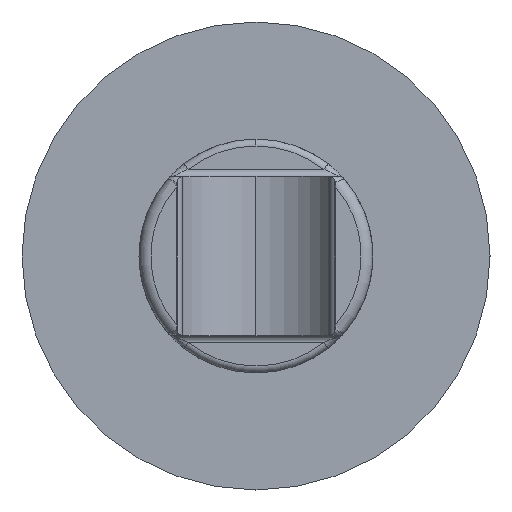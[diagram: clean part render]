
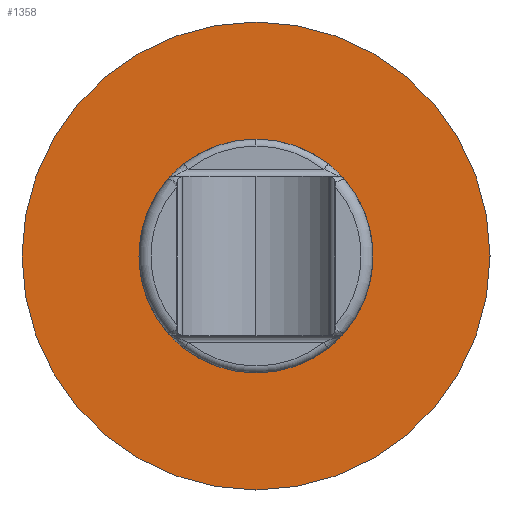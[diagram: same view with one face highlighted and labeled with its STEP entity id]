
A CAD part, left-side view. The second image highlights one B-rep face of the part: STEP entity #1358.
In plain terms, the highlighted planar face has unit normal (-1, 0, 0).
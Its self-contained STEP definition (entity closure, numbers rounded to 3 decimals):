
#156 = VERTEX_POINT ( 'NONE', #2591 ) ;
#161 = CIRCLE ( 'NONE', #254, 10. ) ;
#254 = AXIS2_PLACEMENT_3D ( 'NONE', #1653, #605, #2477 ) ;
#366 = CARTESIAN_POINT ( 'NONE',  ( -24.6, 0., 0. ) ) ;
#445 = VERTEX_POINT ( 'NONE', #1306 ) ;
#454 = ORIENTED_EDGE ( 'NONE', *, *, #2097, .T. ) ;
#465 = AXIS2_PLACEMENT_3D ( 'NONE', #366, #2460, #3280 ) ;
#605 = DIRECTION ( 'NONE',  ( -1., 0., 0. ) ) ;
#753 = EDGE_CURVE ( 'NONE', #977, #2108, #2081, .T. ) ;
#851 = DIRECTION ( 'NONE',  ( -1., 0., 0. ) ) ;
#860 = CIRCLE ( 'NONE', #1826, 10. ) ;
#880 = ORIENTED_EDGE ( 'NONE', *, *, #1314, .T. ) ;
#977 = VERTEX_POINT ( 'NONE', #2702 ) ;
#1135 = FACE_OUTER_BOUND ( 'NONE', #3073, .T. ) ;
#1140 = ORIENTED_EDGE ( 'NONE', *, *, #753, .F. ) ;
#1155 = PLANE ( 'NONE',  #1286 ) ;
#1171 = FACE_BOUND ( 'NONE', #2063, .T. ) ;
#1286 = AXIS2_PLACEMENT_3D ( 'NONE', #2933, #1938, #1362 ) ;
#1306 = CARTESIAN_POINT ( 'NONE',  ( -24.6, 0., -10. ) ) ;
#1314 = EDGE_CURVE ( 'NONE', #156, #445, #161, .T. ) ;
#1358 = ADVANCED_FACE ( 'NONE', ( #1171, #1135 ), #1155, .F. ) ;
#1362 = DIRECTION ( 'NONE',  ( 0., 0., -1. ) ) ;
#1629 = CARTESIAN_POINT ( 'NONE',  ( -24.6, 0., 5. ) ) ;
#1653 = CARTESIAN_POINT ( 'NONE',  ( -24.6, 0., 0. ) ) ;
#1701 = DIRECTION ( 'NONE',  ( 0., 0., 1. ) ) ;
#1826 = AXIS2_PLACEMENT_3D ( 'NONE', #2101, #851, #2626 ) ;
#1856 = ORIENTED_EDGE ( 'NONE', *, *, #2590, .F. ) ;
#1938 = DIRECTION ( 'NONE',  ( 1., 0., 0. ) ) ;
#2000 = AXIS2_PLACEMENT_3D ( 'NONE', #2808, #2507, #1701 ) ;
#2063 = EDGE_LOOP ( 'NONE', ( #1856, #1140 ) ) ;
#2081 = CIRCLE ( 'NONE', #2000, 5. ) ;
#2097 = EDGE_CURVE ( 'NONE', #445, #156, #860, .T. ) ;
#2101 = CARTESIAN_POINT ( 'NONE',  ( -24.6, 0., 0. ) ) ;
#2108 = VERTEX_POINT ( 'NONE', #1629 ) ;
#2355 = CIRCLE ( 'NONE', #465, 5. ) ;
#2460 = DIRECTION ( 'NONE',  ( -1., 0., 0. ) ) ;
#2477 = DIRECTION ( 'NONE',  ( 0., 0., 1. ) ) ;
#2507 = DIRECTION ( 'NONE',  ( -1., 0., 0. ) ) ;
#2590 = EDGE_CURVE ( 'NONE', #2108, #977, #2355, .T. ) ;
#2591 = CARTESIAN_POINT ( 'NONE',  ( -24.6, 0., 10. ) ) ;
#2626 = DIRECTION ( 'NONE',  ( 0., 0., 1. ) ) ;
#2702 = CARTESIAN_POINT ( 'NONE',  ( -24.6, 0., -5. ) ) ;
#2808 = CARTESIAN_POINT ( 'NONE',  ( -24.6, 0., 0. ) ) ;
#2933 = CARTESIAN_POINT ( 'NONE',  ( -24.6, 5., 0. ) ) ;
#3073 = EDGE_LOOP ( 'NONE', ( #880, #454 ) ) ;
#3280 = DIRECTION ( 'NONE',  ( 0., 0., 1. ) ) ;
